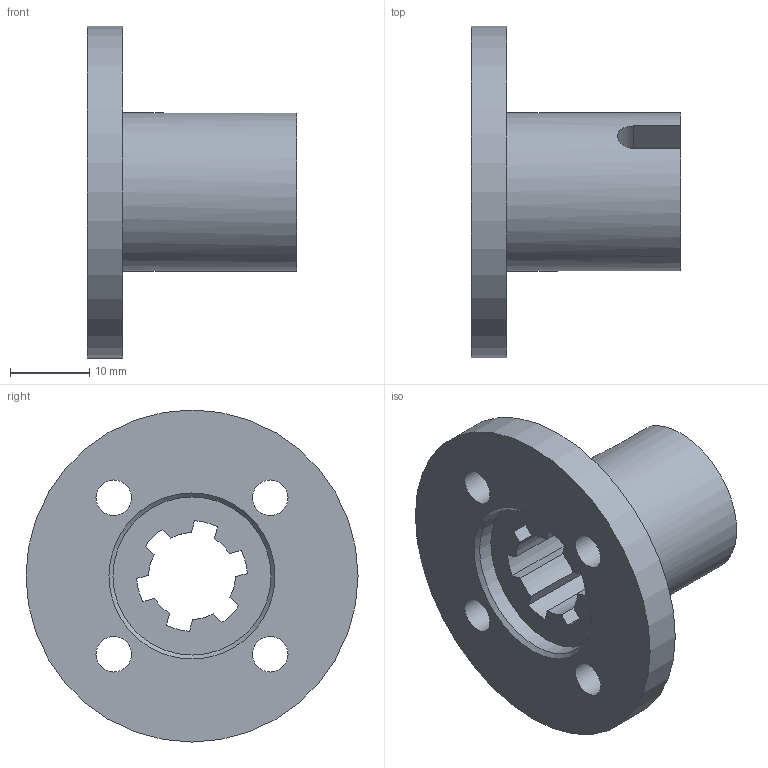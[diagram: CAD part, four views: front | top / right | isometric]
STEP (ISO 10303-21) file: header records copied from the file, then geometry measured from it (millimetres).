
FILE_DESCRIPTION((''),'2;1');
FILE_NAME('MT_WST00068443.stp','2017-05-09T13:20:06',('albertn'),(''),'Autodesk Inventor 2008','Autodesk Inventor 2008','');
FILE_SCHEMA(('AUTOMOTIVE_DESIGN { 1 0 10303 214 1 1 1 1 }'));
Length unit declared in the file: millimetre
Products named in the file (1): Keilnabe_MT_WST00068443
Bounding box: 26.5 x 42 x 42 mm (x, y, z)
Volume: 9028.6 mm3; surface area: 6023.1 mm2
Topology: 1 solids, 1 shells, 39 faces, 114 edges, 78 vertices
Faces by surface type: cylinder 20, plane 18, cone 1
Full cylindrical faces by diameter (mm): 4.5 x4, 20 x2, 42 x1
Entity records: 1335 total; most frequent: CARTESIAN_POINT 284, DIRECTION 212, ORIENTED_EDGE 200, EDGE_CURVE 100, AXIS2_PLACEMENT_3D 78, VERTEX_POINT 72, EDGE_LOOP 58, VECTOR 56
